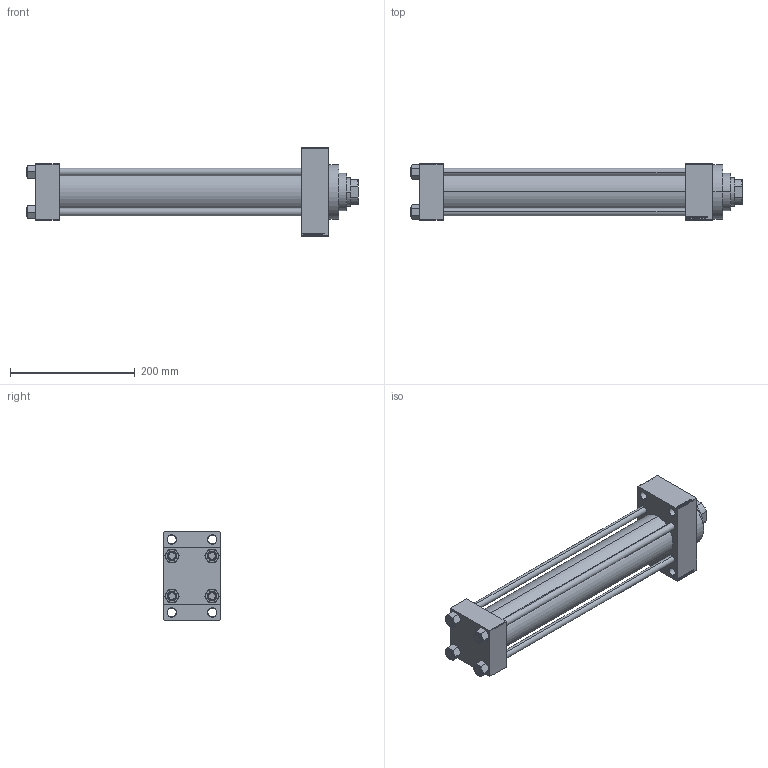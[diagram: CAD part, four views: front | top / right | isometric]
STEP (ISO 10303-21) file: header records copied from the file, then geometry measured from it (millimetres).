
FILE_DESCRIPTION (( 'STEP AP203' ), '1' );
FILE_NAME ('4852.STEP', '2022-04-15T13:59:34', ( '' ), ( '' ), 'SwSTEP 2.0', 'SolidWorks 2019', '' );
FILE_SCHEMA (( 'CONFIG_CONTROL_DESIGN' ));
Length unit declared in the file: millimetre
Products named in the file (6): V215CR_VCP_D bea9f215444c1a1f2d07e2ae72887846; V215CR_D_TYCINKA bea9f215444c1a1f2d07e2ae72887846; NUT_M5_D bea9f215444c1a1f2d07e2ae72887846; 4852; V215_VC_A bea9f215444c1a1f2d07e2ae72887846; V215CR_D_Body bea9f215444c1a1f2d07e2ae72887846
Assembly tree (11 placements, depth 2):
  4852
    V215CR_D_Body bea9f215444c1a1f2d07e2ae72887846
    V215CR_VCP_D bea9f215444c1a1f2d07e2ae72887846
    NUT_M5_D bea9f215444c1a1f2d07e2ae72887846  x4
    V215CR_D_TYCINKA bea9f215444c1a1f2d07e2ae72887846  x4
    V215_VC_A bea9f215444c1a1f2d07e2ae72887846
Bounding box: 533 x 90 x 142 mm (x, y, z)
Volume: 1064495.8 mm3; surface area: 443945.8 mm2
Topology: 10 solids, 11 shells, 1103 faces, 2750 edges, 1778 vertices
Faces by surface type: plane 496, bspline 368, cone 144, cylinder 87, torus 8
Entity records: 47204 total; most frequent: CARTESIAN_POINT 25069, ORIENTED_EDGE 4992, DIRECTION 3192, EDGE_CURVE 2496, VERTEX_POINT 1635, VECTOR 1504, LINE 1504, EDGE_LOOP 1113
